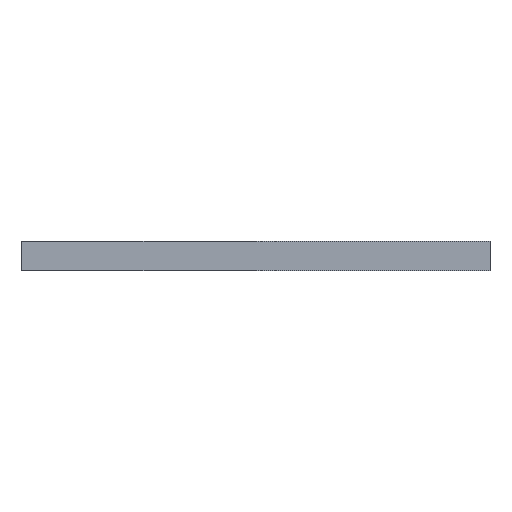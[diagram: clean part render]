
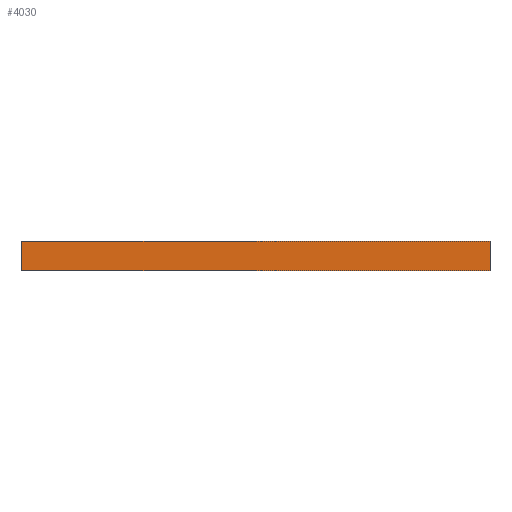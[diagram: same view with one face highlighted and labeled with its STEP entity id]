
A CAD part, front view. The second image highlights one B-rep face of the part: STEP entity #4030.
In plain terms, the highlighted planar face has unit normal (0, -1, 0).
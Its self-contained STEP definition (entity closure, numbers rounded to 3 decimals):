
#83 = PLANE('',#84);
#84 = AXIS2_PLACEMENT_3D('',#85,#86,#87);
#85 = CARTESIAN_POINT('',(148.501,-105.004,1.6));
#86 = DIRECTION('',(0.,0.,1.));
#87 = DIRECTION('',(1.,0.,-0.));
#137 = PLANE('',#138);
#138 = AXIS2_PLACEMENT_3D('',#139,#140,#141);
#139 = CARTESIAN_POINT('',(148.501,-105.004,0.));
#140 = DIRECTION('',(0.,0.,1.));
#141 = DIRECTION('',(1.,0.,-0.));
#268 = PLANE('',#269);
#269 = AXIS2_PLACEMENT_3D('',#270,#271,#272);
#270 = CARTESIAN_POINT('',(135.801,-118.974,0.));
#271 = DIRECTION('',(1.,0.,-0.));
#272 = DIRECTION('',(0.,-1.,0.));
#307 = VERTEX_POINT('',#308);
#308 = CARTESIAN_POINT('',(135.801,-122.784,0.));
#329 = EDGE_CURVE('',#307,#330,#332,.T.);
#330 = VERTEX_POINT('',#331);
#331 = CARTESIAN_POINT('',(161.201,-122.784,0.));
#332 = SURFACE_CURVE('',#333,(#337,#344),.PCURVE_S1.);
#333 = LINE('',#334,#335);
#334 = CARTESIAN_POINT('',(135.801,-122.784,0.));
#335 = VECTOR('',#336,1.);
#336 = DIRECTION('',(1.,0.,0.));
#337 = PCURVE('',#137,#338);
#338 = DEFINITIONAL_REPRESENTATION('',(#339),#343);
#339 = LINE('',#340,#341);
#340 = CARTESIAN_POINT('',(-12.7,-17.78));
#341 = VECTOR('',#342,1.);
#342 = DIRECTION('',(1.,0.));
#343 = ( GEOMETRIC_REPRESENTATION_CONTEXT(2) 
PARAMETRIC_REPRESENTATION_CONTEXT() REPRESENTATION_CONTEXT('2D SPACE',''
  ) );
#344 = PCURVE('',#345,#350);
#345 = PLANE('',#346);
#346 = AXIS2_PLACEMENT_3D('',#347,#348,#349);
#347 = CARTESIAN_POINT('',(135.801,-122.784,0.));
#348 = DIRECTION('',(0.,1.,0.));
#349 = DIRECTION('',(1.,0.,0.));
#350 = DEFINITIONAL_REPRESENTATION('',(#351),#355);
#351 = LINE('',#352,#353);
#352 = CARTESIAN_POINT('',(0.,0.));
#353 = VECTOR('',#354,1.);
#354 = DIRECTION('',(1.,0.));
#355 = ( GEOMETRIC_REPRESENTATION_CONTEXT(2) 
PARAMETRIC_REPRESENTATION_CONTEXT() REPRESENTATION_CONTEXT('2D SPACE',''
  ) );
#373 = PLANE('',#374);
#374 = AXIS2_PLACEMENT_3D('',#375,#376,#377);
#375 = CARTESIAN_POINT('',(161.201,-122.784,0.));
#376 = DIRECTION('',(-1.,0.,0.));
#377 = DIRECTION('',(0.,1.,0.));
#2289 = VERTEX_POINT('',#2290);
#2290 = CARTESIAN_POINT('',(135.801,-122.784,1.6));
#2311 = EDGE_CURVE('',#2289,#2312,#2314,.T.);
#2312 = VERTEX_POINT('',#2313);
#2313 = CARTESIAN_POINT('',(161.201,-122.784,1.6));
#2314 = SURFACE_CURVE('',#2315,(#2319,#2326),.PCURVE_S1.);
#2315 = LINE('',#2316,#2317);
#2316 = CARTESIAN_POINT('',(135.801,-122.784,1.6));
#2317 = VECTOR('',#2318,1.);
#2318 = DIRECTION('',(1.,0.,0.));
#2319 = PCURVE('',#83,#2320);
#2320 = DEFINITIONAL_REPRESENTATION('',(#2321),#2325);
#2321 = LINE('',#2322,#2323);
#2322 = CARTESIAN_POINT('',(-12.7,-17.78));
#2323 = VECTOR('',#2324,1.);
#2324 = DIRECTION('',(1.,0.));
#2325 = ( GEOMETRIC_REPRESENTATION_CONTEXT(2) 
PARAMETRIC_REPRESENTATION_CONTEXT() REPRESENTATION_CONTEXT('2D SPACE',''
  ) );
#2326 = PCURVE('',#345,#2327);
#2327 = DEFINITIONAL_REPRESENTATION('',(#2328),#2332);
#2328 = LINE('',#2329,#2330);
#2329 = CARTESIAN_POINT('',(0.,-1.6));
#2330 = VECTOR('',#2331,1.);
#2331 = DIRECTION('',(1.,0.));
#2332 = ( GEOMETRIC_REPRESENTATION_CONTEXT(2) 
PARAMETRIC_REPRESENTATION_CONTEXT() REPRESENTATION_CONTEXT('2D SPACE',''
  ) );
#3982 = EDGE_CURVE('',#307,#2289,#3983,.T.);
#3983 = SURFACE_CURVE('',#3984,(#3988,#3995),.PCURVE_S1.);
#3984 = LINE('',#3985,#3986);
#3985 = CARTESIAN_POINT('',(135.801,-122.784,0.));
#3986 = VECTOR('',#3987,1.);
#3987 = DIRECTION('',(0.,0.,1.));
#3988 = PCURVE('',#268,#3989);
#3989 = DEFINITIONAL_REPRESENTATION('',(#3990),#3994);
#3990 = LINE('',#3991,#3992);
#3991 = CARTESIAN_POINT('',(3.81,0.));
#3992 = VECTOR('',#3993,1.);
#3993 = DIRECTION('',(0.,-1.));
#3994 = ( GEOMETRIC_REPRESENTATION_CONTEXT(2) 
PARAMETRIC_REPRESENTATION_CONTEXT() REPRESENTATION_CONTEXT('2D SPACE',''
  ) );
#3995 = PCURVE('',#345,#3996);
#3996 = DEFINITIONAL_REPRESENTATION('',(#3997),#4001);
#3997 = LINE('',#3998,#3999);
#3998 = CARTESIAN_POINT('',(0.,0.));
#3999 = VECTOR('',#4000,1.);
#4000 = DIRECTION('',(0.,-1.));
#4001 = ( GEOMETRIC_REPRESENTATION_CONTEXT(2) 
PARAMETRIC_REPRESENTATION_CONTEXT() REPRESENTATION_CONTEXT('2D SPACE',''
  ) );
#4030 = ADVANCED_FACE('',(#4031),#345,.F.);
#4031 = FACE_BOUND('',#4032,.F.);
#4032 = EDGE_LOOP('',(#4033,#4034,#4035,#4056));
#4033 = ORIENTED_EDGE('',*,*,#3982,.T.);
#4034 = ORIENTED_EDGE('',*,*,#2311,.T.);
#4035 = ORIENTED_EDGE('',*,*,#4036,.F.);
#4036 = EDGE_CURVE('',#330,#2312,#4037,.T.);
#4037 = SURFACE_CURVE('',#4038,(#4042,#4049),.PCURVE_S1.);
#4038 = LINE('',#4039,#4040);
#4039 = CARTESIAN_POINT('',(161.201,-122.784,0.));
#4040 = VECTOR('',#4041,1.);
#4041 = DIRECTION('',(0.,0.,1.));
#4042 = PCURVE('',#345,#4043);
#4043 = DEFINITIONAL_REPRESENTATION('',(#4044),#4048);
#4044 = LINE('',#4045,#4046);
#4045 = CARTESIAN_POINT('',(25.4,0.));
#4046 = VECTOR('',#4047,1.);
#4047 = DIRECTION('',(0.,-1.));
#4048 = ( GEOMETRIC_REPRESENTATION_CONTEXT(2) 
PARAMETRIC_REPRESENTATION_CONTEXT() REPRESENTATION_CONTEXT('2D SPACE',''
  ) );
#4049 = PCURVE('',#373,#4050);
#4050 = DEFINITIONAL_REPRESENTATION('',(#4051),#4055);
#4051 = LINE('',#4052,#4053);
#4052 = CARTESIAN_POINT('',(0.,0.));
#4053 = VECTOR('',#4054,1.);
#4054 = DIRECTION('',(0.,-1.));
#4055 = ( GEOMETRIC_REPRESENTATION_CONTEXT(2) 
PARAMETRIC_REPRESENTATION_CONTEXT() REPRESENTATION_CONTEXT('2D SPACE',''
  ) );
#4056 = ORIENTED_EDGE('',*,*,#329,.F.);
